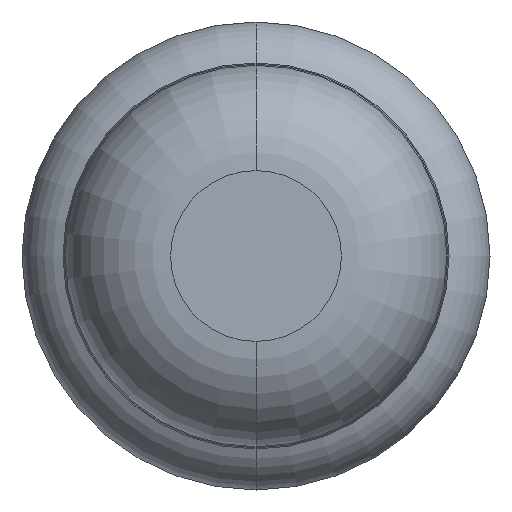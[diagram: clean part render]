
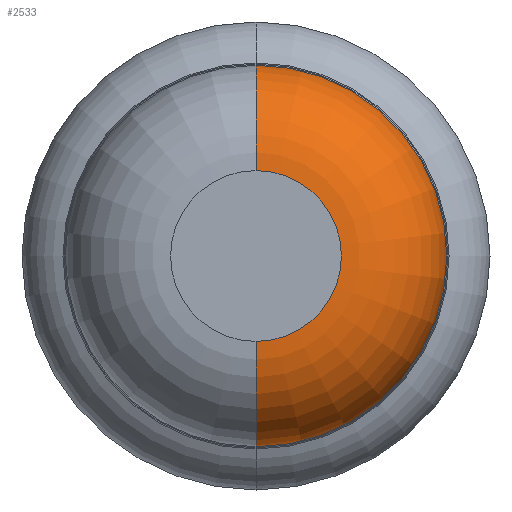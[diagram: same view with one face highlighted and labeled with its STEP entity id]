
A CAD part, front view. The second image highlights one B-rep face of the part: STEP entity #2533.
In plain terms, the highlighted toroidal (fillet/blend) face has major radius 0.365 mm and minor radius 0.45 mm.
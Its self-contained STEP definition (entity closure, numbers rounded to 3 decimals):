
#93 = EDGE_CURVE ( 'NONE', #3000, #2117, #2338, .T. ) ;
#229 = TOROIDAL_SURFACE ( 'NONE', #1122, 0.365, 0.45 ) ;
#356 = ORIENTED_EDGE ( 'NONE', *, *, #2071, .T. ) ;
#865 = DIRECTION ( 'NONE',  ( 1., 0., 0. ) ) ;
#965 = ORIENTED_EDGE ( 'NONE', *, *, #1461, .T. ) ;
#993 = AXIS2_PLACEMENT_3D ( 'NONE', #2884, #1317, #3176 ) ;
#1081 = CARTESIAN_POINT ( 'NONE',  ( 0., -34.45, 0. ) ) ;
#1122 = AXIS2_PLACEMENT_3D ( 'NONE', #1081, #2296, #1954 ) ;
#1317 = DIRECTION ( 'NONE',  ( 0., 1., 0. ) ) ;
#1353 = AXIS2_PLACEMENT_3D ( 'NONE', #2263, #1905, #3171 ) ;
#1461 = EDGE_CURVE ( 'Defeature ausgef�hrt1_3+Defeature ausgef�hrt1_2+Defeature ausgef�hrt1_2+Defeature ausgef�hrt1_2', #3000, #3751, #1852, .T. ) ;
#1852 = CIRCLE ( 'NONE', #2863, 0.365 ) ;
#1880 = VERTEX_POINT ( 'NONE', #2006 ) ;
#1905 = DIRECTION ( 'NONE',  ( -1., 0., 0. ) ) ;
#1954 = DIRECTION ( 'NONE',  ( 0., 0., 1. ) ) ;
#1974 = CARTESIAN_POINT ( 'NONE',  ( 0., -34.9, 0. ) ) ;
#2006 = CARTESIAN_POINT ( 'NONE',  ( 0., -34.45, -0.815 ) ) ;
#2071 = EDGE_CURVE ( 'NONE', #3751, #1880, #3164, .T. ) ;
#2117 = VERTEX_POINT ( 'NONE', #3213 ) ;
#2250 = CARTESIAN_POINT ( 'NONE',  ( 0., -34.9, 0.365 ) ) ;
#2263 = CARTESIAN_POINT ( 'NONE',  ( 0., -34.45, 0.365 ) ) ;
#2296 = DIRECTION ( 'NONE',  ( 0., 1., 0. ) ) ;
#2338 = CIRCLE ( 'NONE', #1353, 0.45 ) ;
#2339 = CARTESIAN_POINT ( 'NONE',  ( 0., -34.9, -0.365 ) ) ;
#2533 = ADVANCED_FACE ( 'Defeature ausgef�hrt1_3', ( #3267 ), #229, .T. ) ;
#2721 = CARTESIAN_POINT ( 'NONE',  ( 0., -34.45, -0.365 ) ) ;
#2809 = ORIENTED_EDGE ( 'NONE', *, *, #93, .F. ) ;
#2863 = AXIS2_PLACEMENT_3D ( 'NONE', #1974, #3239, #2934 ) ;
#2884 = CARTESIAN_POINT ( 'NONE',  ( 0., -34.45, 0. ) ) ;
#2918 = CIRCLE ( 'NONE', #993, 0.815 ) ;
#2934 = DIRECTION ( 'NONE',  ( 0., 0., 1. ) ) ;
#2981 = EDGE_CURVE ( 'Defeature ausgef�hrt1_4+Defeature ausgef�hrt1_3+Defeature ausgef�hrt1_3+Defeature ausgef�hrt1_3', #2117, #1880, #2918, .T. ) ;
#3000 = VERTEX_POINT ( 'NONE', #2250 ) ;
#3028 = DIRECTION ( 'NONE',  ( 0., 0., -1. ) ) ;
#3164 = CIRCLE ( 'NONE', #3851, 0.45 ) ;
#3171 = DIRECTION ( 'NONE',  ( 0., 0., 1. ) ) ;
#3176 = DIRECTION ( 'NONE',  ( 0., 0., 1. ) ) ;
#3213 = CARTESIAN_POINT ( 'NONE',  ( 0., -34.45, 0.815 ) ) ;
#3239 = DIRECTION ( 'NONE',  ( 0., 1., 0. ) ) ;
#3267 = FACE_OUTER_BOUND ( 'NONE', #3948, .T. ) ;
#3711 = ORIENTED_EDGE ( 'NONE', *, *, #2981, .F. ) ;
#3751 = VERTEX_POINT ( 'NONE', #2339 ) ;
#3851 = AXIS2_PLACEMENT_3D ( 'NONE', #2721, #865, #3028 ) ;
#3948 = EDGE_LOOP ( 'NONE', ( #965, #356, #3711, #2809 ) ) ;
